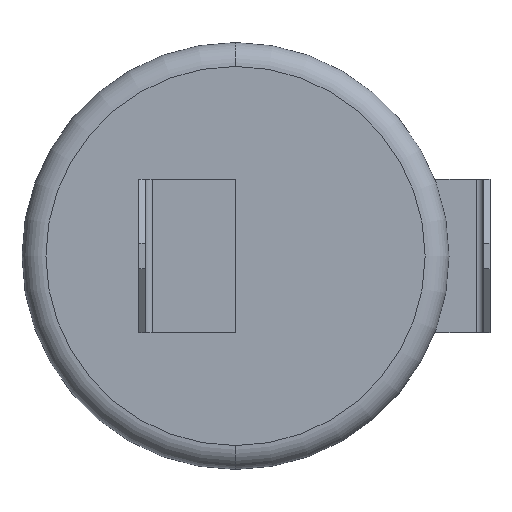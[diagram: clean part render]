
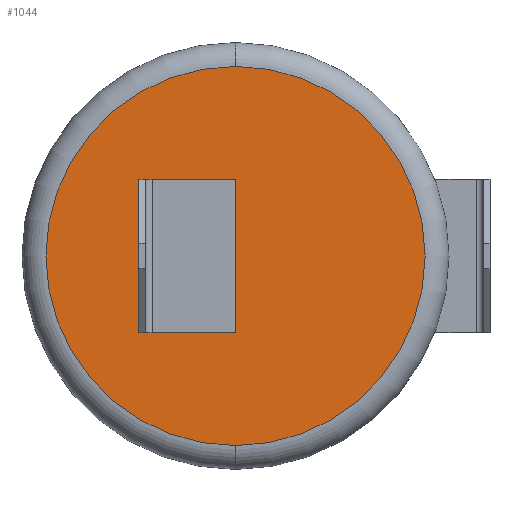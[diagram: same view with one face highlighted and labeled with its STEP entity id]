
A CAD part, front view. The second image highlights one B-rep face of the part: STEP entity #1044.
In plain terms, the highlighted planar face has unit normal (0, -1, 0).
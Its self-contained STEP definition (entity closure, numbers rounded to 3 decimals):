
#5 = CARTESIAN_POINT ( 'NONE',  ( 0., 0., -2.25 ) ) ;
#15 = CIRCLE ( 'NONE', #268, 5.55 ) ;
#33 = CARTESIAN_POINT ( 'NONE',  ( 0., 0., -2.25 ) ) ;
#42 = DIRECTION ( 'NONE',  ( 0., 0., 1. ) ) ;
#120 = CIRCLE ( 'NONE', #318, 5.55 ) ;
#129 = VECTOR ( 'NONE', #1222, 1000. ) ;
#167 = EDGE_CURVE ( 'NONE', #286, #700, #618, .T. ) ;
#184 = DIRECTION ( 'NONE',  ( 0., 0., 1. ) ) ;
#229 = CARTESIAN_POINT ( 'NONE',  ( 0., 0., 5.55 ) ) ;
#243 = LINE ( 'NONE', #5, #679 ) ;
#252 = DIRECTION ( 'NONE',  ( 0., -1., 0. ) ) ;
#268 = AXIS2_PLACEMENT_3D ( 'NONE', #949, #252, #1414 ) ;
#286 = VERTEX_POINT ( 'NONE', #1358 ) ;
#306 = CARTESIAN_POINT ( 'NONE',  ( -2.636, 0., 2.25 ) ) ;
#318 = AXIS2_PLACEMENT_3D ( 'NONE', #1262, #813, #184 ) ;
#332 = ORIENTED_EDGE ( 'NONE', *, *, #720, .F. ) ;
#414 = CARTESIAN_POINT ( 'NONE',  ( 0., 0., 0. ) ) ;
#475 = CARTESIAN_POINT ( 'NONE',  ( 0., 0., -5.55 ) ) ;
#493 = LINE ( 'NONE', #936, #1070 ) ;
#507 = FACE_BOUND ( 'NONE', #1232, .T. ) ;
#561 = CARTESIAN_POINT ( 'NONE',  ( -2.636, 0., -2.25 ) ) ;
#597 = DIRECTION ( 'NONE',  ( -1., 0., 0. ) ) ;
#618 = LINE ( 'NONE', #33, #129 ) ;
#619 = ORIENTED_EDGE ( 'NONE', *, *, #167, .T. ) ;
#674 = EDGE_CURVE ( 'NONE', #1171, #1095, #493, .T. ) ;
#679 = VECTOR ( 'NONE', #847, 1000. ) ;
#700 = VERTEX_POINT ( 'NONE', #1288 ) ;
#720 = EDGE_CURVE ( 'NONE', #286, #1171, #243, .T. ) ;
#729 = EDGE_CURVE ( 'NONE', #993, #1238, #15, .T. ) ;
#776 = CARTESIAN_POINT ( 'NONE',  ( 0., 0., 2.25 ) ) ;
#805 = ORIENTED_EDGE ( 'NONE', *, *, #930, .T. ) ;
#813 = DIRECTION ( 'NONE',  ( 0., -1., 0. ) ) ;
#814 = ORIENTED_EDGE ( 'NONE', *, *, #729, .T. ) ;
#847 = DIRECTION ( 'NONE',  ( 0., 0., 1. ) ) ;
#881 = EDGE_LOOP ( 'NONE', ( #805, #814 ) ) ;
#930 = EDGE_CURVE ( 'NONE', #1238, #993, #120, .T. ) ;
#936 = CARTESIAN_POINT ( 'NONE',  ( 0., 0., 2.25 ) ) ;
#948 = ORIENTED_EDGE ( 'NONE', *, *, #674, .F. ) ;
#949 = CARTESIAN_POINT ( 'NONE',  ( 0., 0., 0. ) ) ;
#993 = VERTEX_POINT ( 'NONE', #475 ) ;
#1015 = DIRECTION ( 'NONE',  ( 0., 0., 1. ) ) ;
#1029 = LINE ( 'NONE', #561, #1316 ) ;
#1044 = ADVANCED_FACE ( 'NONE', ( #1106, #507 ), #1458, .F. ) ;
#1070 = VECTOR ( 'NONE', #597, 1000. ) ;
#1076 = AXIS2_PLACEMENT_3D ( 'NONE', #414, #1326, #42 ) ;
#1095 = VERTEX_POINT ( 'NONE', #306 ) ;
#1106 = FACE_OUTER_BOUND ( 'NONE', #881, .T. ) ;
#1154 = ORIENTED_EDGE ( 'NONE', *, *, #1172, .T. ) ;
#1171 = VERTEX_POINT ( 'NONE', #776 ) ;
#1172 = EDGE_CURVE ( 'NONE', #700, #1095, #1029, .T. ) ;
#1222 = DIRECTION ( 'NONE',  ( -1., 0., 0. ) ) ;
#1232 = EDGE_LOOP ( 'NONE', ( #619, #1154, #948, #332 ) ) ;
#1238 = VERTEX_POINT ( 'NONE', #229 ) ;
#1262 = CARTESIAN_POINT ( 'NONE',  ( 0., 0., 0. ) ) ;
#1288 = CARTESIAN_POINT ( 'NONE',  ( -2.636, 0., -2.25 ) ) ;
#1316 = VECTOR ( 'NONE', #1015, 1000. ) ;
#1326 = DIRECTION ( 'NONE',  ( 0., 1., 0. ) ) ;
#1358 = CARTESIAN_POINT ( 'NONE',  ( 0., 0., -2.25 ) ) ;
#1414 = DIRECTION ( 'NONE',  ( 0., 0., 1. ) ) ;
#1458 = PLANE ( 'NONE',  #1076 ) ;
